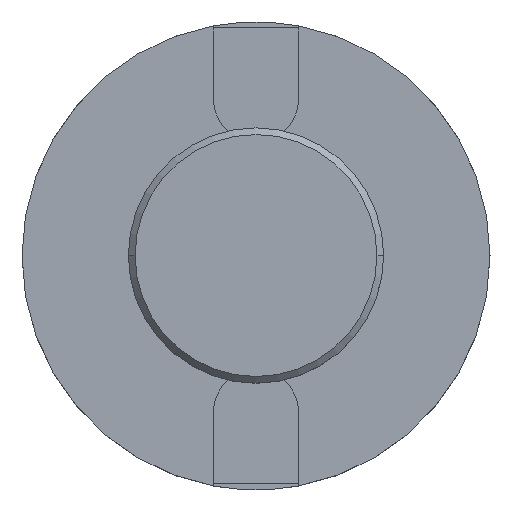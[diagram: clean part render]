
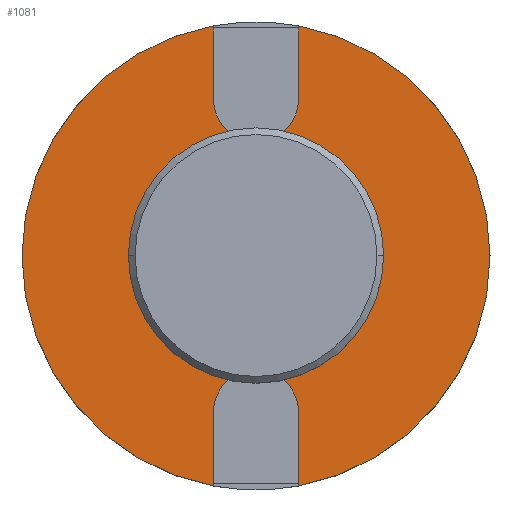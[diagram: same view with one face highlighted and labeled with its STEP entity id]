
A CAD part, top view. The second image highlights one B-rep face of the part: STEP entity #1081.
In plain terms, the highlighted planar face has unit normal (0, 0, 1).
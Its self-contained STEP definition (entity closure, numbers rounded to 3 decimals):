
#53 = AXIS2_PLACEMENT_3D ( 'NONE', #205, #1234, #1560 ) ;
#55 = DIRECTION ( 'NONE',  ( 0., 0., 1. ) ) ;
#62 = VECTOR ( 'NONE', #506, 1000. ) ;
#120 = LINE ( 'NONE', #1686, #289 ) ;
#123 = ORIENTED_EDGE ( 'NONE', *, *, #2132, .T. ) ;
#147 = CARTESIAN_POINT ( 'NONE',  ( -6.35, -23.35, 45. ) ) ;
#163 = CARTESIAN_POINT ( 'NONE',  ( 0., 0., 45. ) ) ;
#190 = AXIS2_PLACEMENT_3D ( 'NONE', #1118, #1284, #1816 ) ;
#205 = CARTESIAN_POINT ( 'NONE',  ( 0., 23.35, 45. ) ) ;
#229 = VERTEX_POINT ( 'NONE', #739 ) ;
#231 = EDGE_LOOP ( 'NONE', ( #302, #1377, #960, #1811, #417, #2155, #1146, #1873, #1446, #675, #815, #123, #2000, #419 ) ) ;
#232 = AXIS2_PLACEMENT_3D ( 'NONE', #1819, #1288, #1996 ) ;
#246 = DIRECTION ( 'NONE',  ( 1., 0., 0. ) ) ;
#257 = CARTESIAN_POINT ( 'NONE',  ( 6.35, -23.35, 45. ) ) ;
#279 = CARTESIAN_POINT ( 'NONE',  ( 6.35, -23.35, 45. ) ) ;
#283 = EDGE_CURVE ( 'NONE', #2201, #1772, #2257, .T. ) ;
#285 = CARTESIAN_POINT ( 'NONE',  ( -6.35, 34.925, 45. ) ) ;
#289 = VECTOR ( 'NONE', #1170, 1000. ) ;
#295 = AXIS2_PLACEMENT_3D ( 'NONE', #605, #55, #246 ) ;
#300 = VERTEX_POINT ( 'NONE', #549 ) ;
#302 = ORIENTED_EDGE ( 'NONE', *, *, #800, .F. ) ;
#313 = LINE ( 'NONE', #285, #1962 ) ;
#341 = DIRECTION ( 'NONE',  ( -1., 0., 0. ) ) ;
#352 = VECTOR ( 'NONE', #1504, 1000. ) ;
#417 = ORIENTED_EDGE ( 'NONE', *, *, #1464, .T. ) ;
#419 = ORIENTED_EDGE ( 'NONE', *, *, #1675, .F. ) ;
#457 = LINE ( 'NONE', #2287, #62 ) ;
#496 = CIRCLE ( 'NONE', #996, 34.925 ) ;
#498 = LINE ( 'NONE', #1855, #516 ) ;
#506 = DIRECTION ( 'NONE',  ( 0., 1., 0. ) ) ;
#509 = DIRECTION ( 'NONE',  ( 0., -1., 0. ) ) ;
#516 = VECTOR ( 'NONE', #1670, 1000. ) ;
#549 = CARTESIAN_POINT ( 'NONE',  ( 6.35, -34., 45. ) ) ;
#567 = DIRECTION ( 'NONE',  ( 0., 0., -1. ) ) ;
#582 = DIRECTION ( 'NONE',  ( -1., 0., 0. ) ) ;
#589 = DIRECTION ( 'NONE',  ( 0., 0., -1. ) ) ;
#605 = CARTESIAN_POINT ( 'NONE',  ( 0., 34.925, 45. ) ) ;
#607 = ORIENTED_EDGE ( 'NONE', *, *, #813, .T. ) ;
#621 = DIRECTION ( 'NONE',  ( 0., -1., 0. ) ) ;
#656 = CARTESIAN_POINT ( 'NONE',  ( -6.35, -34.343, 45. ) ) ;
#658 = VERTEX_POINT ( 'NONE', #1276 ) ;
#660 = VERTEX_POINT ( 'NONE', #1803 ) ;
#661 = CARTESIAN_POINT ( 'NONE',  ( 6.35, 23.35, 45. ) ) ;
#670 = FACE_BOUND ( 'NONE', #1084, .T. ) ;
#672 = DIRECTION ( 'NONE',  ( 0., 1., 0. ) ) ;
#675 = ORIENTED_EDGE ( 'NONE', *, *, #1590, .F. ) ;
#699 = EDGE_CURVE ( 'NONE', #1232, #1559, #2070, .T. ) ;
#719 = DIRECTION ( 'NONE',  ( -1., 0., 0. ) ) ;
#739 = CARTESIAN_POINT ( 'NONE',  ( -6.35, 34., 45. ) ) ;
#745 = LINE ( 'NONE', #829, #974 ) ;
#800 = EDGE_CURVE ( 'NONE', #938, #2004, #496, .T. ) ;
#811 = DIRECTION ( 'NONE',  ( 0., 0., -1. ) ) ;
#813 = EDGE_CURVE ( 'NONE', #658, #1742, #1734, .T. ) ;
#815 = ORIENTED_EDGE ( 'NONE', *, *, #699, .F. ) ;
#829 = CARTESIAN_POINT ( 'NONE',  ( -6.35, 34.925, 45. ) ) ;
#847 = DIRECTION ( 'NONE',  ( 0., 0., -1. ) ) ;
#876 = CARTESIAN_POINT ( 'NONE',  ( -15.875, 0., 45. ) ) ;
#882 = CIRCLE ( 'NONE', #1420, 34.925 ) ;
#925 = LINE ( 'NONE', #279, #352 ) ;
#938 = VERTEX_POINT ( 'NONE', #656 ) ;
#940 = VERTEX_POINT ( 'NONE', #1044 ) ;
#960 = ORIENTED_EDGE ( 'NONE', *, *, #1269, .F. ) ;
#974 = VECTOR ( 'NONE', #672, 1000. ) ;
#983 = EDGE_CURVE ( 'NONE', #1235, #1139, #1221, .T. ) ;
#996 = AXIS2_PLACEMENT_3D ( 'NONE', #1616, #567, #582 ) ;
#1033 = CARTESIAN_POINT ( 'NONE',  ( 6.35, 34.343, 45. ) ) ;
#1044 = CARTESIAN_POINT ( 'NONE',  ( -6.35, -34., 45. ) ) ;
#1051 = LINE ( 'NONE', #1213, #1405 ) ;
#1058 = AXIS2_PLACEMENT_3D ( 'NONE', #1340, #811, #2040 ) ;
#1064 = DIRECTION ( 'NONE',  ( 0., 0., -1. ) ) ;
#1081 = ADVANCED_FACE ( 'NONE', ( #670, #1408 ), #1309, .T. ) ;
#1084 = EDGE_LOOP ( 'NONE', ( #1636, #607 ) ) ;
#1118 = CARTESIAN_POINT ( 'NONE',  ( 0., -23.35, 45. ) ) ;
#1139 = VERTEX_POINT ( 'NONE', #257 ) ;
#1146 = ORIENTED_EDGE ( 'NONE', *, *, #2163, .F. ) ;
#1160 = CARTESIAN_POINT ( 'NONE',  ( -6.35, 34.925, 45. ) ) ;
#1170 = DIRECTION ( 'NONE',  ( 0., -1., 0. ) ) ;
#1213 = CARTESIAN_POINT ( 'NONE',  ( -6.35, 34.925, 45. ) ) ;
#1216 = LINE ( 'NONE', #1160, #2224 ) ;
#1221 = CIRCLE ( 'NONE', #190, 6.35 ) ;
#1232 = VERTEX_POINT ( 'NONE', #1369 ) ;
#1234 = DIRECTION ( 'NONE',  ( 0., 0., 1. ) ) ;
#1235 = VERTEX_POINT ( 'NONE', #147 ) ;
#1260 = VERTEX_POINT ( 'NONE', #1533 ) ;
#1269 = EDGE_CURVE ( 'NONE', #1235, #940, #1051, .T. ) ;
#1276 = CARTESIAN_POINT ( 'NONE',  ( 15.875, 0., 45. ) ) ;
#1284 = DIRECTION ( 'NONE',  ( 0., 0., -1. ) ) ;
#1288 = DIRECTION ( 'NONE',  ( 0., 0., -1. ) ) ;
#1309 = PLANE ( 'NONE',  #295 ) ;
#1337 = DIRECTION ( 'NONE',  ( 0., 1., 0. ) ) ;
#1340 = CARTESIAN_POINT ( 'NONE',  ( 0., 0., 45. ) ) ;
#1369 = CARTESIAN_POINT ( 'NONE',  ( -6.35, 23.35, 45. ) ) ;
#1377 = ORIENTED_EDGE ( 'NONE', *, *, #2148, .T. ) ;
#1405 = VECTOR ( 'NONE', #509, 1000. ) ;
#1408 = FACE_OUTER_BOUND ( 'NONE', #231, .T. ) ;
#1420 = AXIS2_PLACEMENT_3D ( 'NONE', #163, #1064, #719 ) ;
#1442 = EDGE_CURVE ( 'NONE', #660, #229, #1216, .T. ) ;
#1446 = ORIENTED_EDGE ( 'NONE', *, *, #1699, .F. ) ;
#1464 = EDGE_CURVE ( 'NONE', #1139, #300, #925, .T. ) ;
#1474 = CIRCLE ( 'NONE', #1762, 34.925 ) ;
#1504 = DIRECTION ( 'NONE',  ( 0., -1., 0. ) ) ;
#1533 = CARTESIAN_POINT ( 'NONE',  ( 6.35, -34.343, 45. ) ) ;
#1535 = VERTEX_POINT ( 'NONE', #2061 ) ;
#1559 = VERTEX_POINT ( 'NONE', #661 ) ;
#1560 = DIRECTION ( 'NONE',  ( 1., 0., 0. ) ) ;
#1582 = CARTESIAN_POINT ( 'NONE',  ( 34.925, 0., 45. ) ) ;
#1590 = EDGE_CURVE ( 'NONE', #1559, #1535, #498, .T. ) ;
#1616 = CARTESIAN_POINT ( 'NONE',  ( 0., 0., 45. ) ) ;
#1636 = ORIENTED_EDGE ( 'NONE', *, *, #1986, .T. ) ;
#1638 = CARTESIAN_POINT ( 'NONE',  ( 0., 0., 45. ) ) ;
#1642 = DIRECTION ( 'NONE',  ( -1., 0., 0. ) ) ;
#1670 = DIRECTION ( 'NONE',  ( 0., 1., 0. ) ) ;
#1675 = EDGE_CURVE ( 'NONE', #2004, #660, #882, .T. ) ;
#1686 = CARTESIAN_POINT ( 'NONE',  ( 6.35, -23.35, 45. ) ) ;
#1699 = EDGE_CURVE ( 'NONE', #1535, #2201, #457, .T. ) ;
#1734 = CIRCLE ( 'NONE', #232, 15.875 ) ;
#1742 = VERTEX_POINT ( 'NONE', #876 ) ;
#1762 = AXIS2_PLACEMENT_3D ( 'NONE', #1908, #847, #341 ) ;
#1772 = VERTEX_POINT ( 'NONE', #1582 ) ;
#1803 = CARTESIAN_POINT ( 'NONE',  ( -6.35, 34.343, 45. ) ) ;
#1806 = AXIS2_PLACEMENT_3D ( 'NONE', #1638, #589, #1642 ) ;
#1811 = ORIENTED_EDGE ( 'NONE', *, *, #983, .T. ) ;
#1816 = DIRECTION ( 'NONE',  ( 1., 0., 0. ) ) ;
#1819 = CARTESIAN_POINT ( 'NONE',  ( 0., 0., 45. ) ) ;
#1855 = CARTESIAN_POINT ( 'NONE',  ( 6.35, 23.35, 45. ) ) ;
#1873 = ORIENTED_EDGE ( 'NONE', *, *, #283, .F. ) ;
#1908 = CARTESIAN_POINT ( 'NONE',  ( 0., 0., 45. ) ) ;
#1962 = VECTOR ( 'NONE', #1337, 1000. ) ;
#1986 = EDGE_CURVE ( 'NONE', #1742, #658, #2137, .T. ) ;
#1996 = DIRECTION ( 'NONE',  ( -1., 0., 0. ) ) ;
#2000 = ORIENTED_EDGE ( 'NONE', *, *, #1442, .F. ) ;
#2004 = VERTEX_POINT ( 'NONE', #2223 ) ;
#2040 = DIRECTION ( 'NONE',  ( -1., 0., 0. ) ) ;
#2061 = CARTESIAN_POINT ( 'NONE',  ( 6.35, 34., 45. ) ) ;
#2070 = CIRCLE ( 'NONE', #53, 6.35 ) ;
#2132 = EDGE_CURVE ( 'NONE', #1232, #229, #745, .T. ) ;
#2133 = EDGE_CURVE ( 'NONE', #300, #1260, #120, .T. ) ;
#2137 = CIRCLE ( 'NONE', #1058, 15.875 ) ;
#2148 = EDGE_CURVE ( 'NONE', #938, #940, #313, .T. ) ;
#2155 = ORIENTED_EDGE ( 'NONE', *, *, #2133, .T. ) ;
#2163 = EDGE_CURVE ( 'NONE', #1772, #1260, #1474, .T. ) ;
#2201 = VERTEX_POINT ( 'NONE', #1033 ) ;
#2223 = CARTESIAN_POINT ( 'NONE',  ( -34.925, 0., 45. ) ) ;
#2224 = VECTOR ( 'NONE', #621, 1000. ) ;
#2257 = CIRCLE ( 'NONE', #1806, 34.925 ) ;
#2287 = CARTESIAN_POINT ( 'NONE',  ( 6.35, 23.35, 45. ) ) ;
